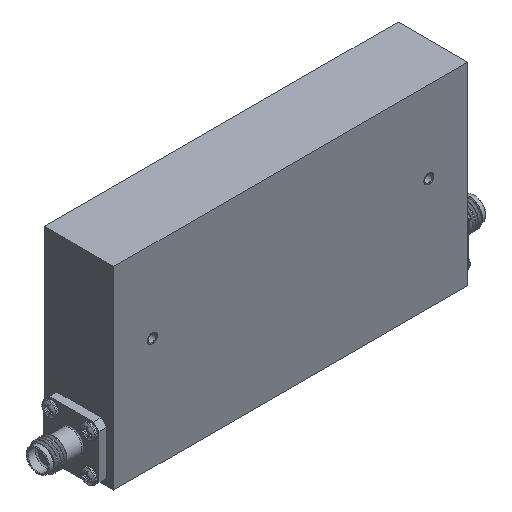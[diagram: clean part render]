
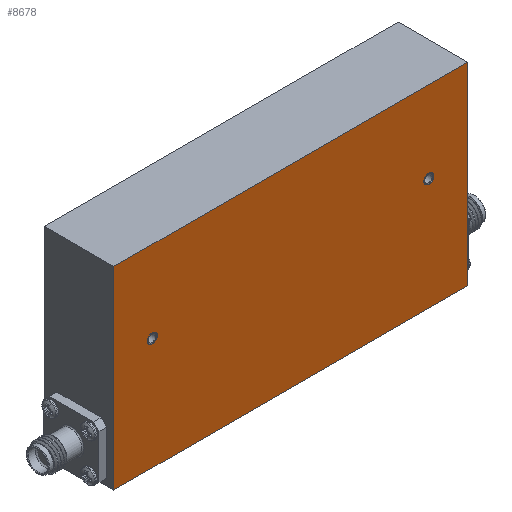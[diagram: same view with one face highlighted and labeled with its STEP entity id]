
A CAD part, isometric view. The second image highlights one B-rep face of the part: STEP entity #8678.
In plain terms, the highlighted planar face has unit normal (0, -1, 0).
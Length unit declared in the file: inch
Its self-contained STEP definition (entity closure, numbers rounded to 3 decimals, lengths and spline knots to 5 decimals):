
#233 = CARTESIAN_POINT ( 'NONE',  ( 1.25, -0.31496, 0.09381 ) ) ;
#668 = VECTOR ( 'NONE', #6947, 39.37008 ) ;
#2040 = DIRECTION ( 'NONE',  ( 0., -1., 0. ) ) ;
#2414 = CARTESIAN_POINT ( 'NONE',  ( -1.6, -0.31496, -0.875 ) ) ;
#4788 = CARTESIAN_POINT ( 'NONE',  ( -1.25, -0.31496, 0.13681 ) ) ;
#5040 = EDGE_CURVE ( 'NONE', #33564, #33564, #43409, .T. ) ;
#5331 = EDGE_CURVE ( 'NONE', #46227, #8682, #30580, .T. ) ;
#6947 = DIRECTION ( 'NONE',  ( 0., 0., -1. ) ) ;
#7377 = DIRECTION ( 'NONE',  ( 0., -1., 0. ) ) ;
#8678 = ADVANCED_FACE ( 'NONE', ( #22272, #37435, #41169 ), #36726, .T. ) ;
#8682 = VERTEX_POINT ( 'NONE', #10864 ) ;
#10145 = DIRECTION ( 'NONE',  ( 0., 0., -1. ) ) ;
#10864 = CARTESIAN_POINT ( 'NONE',  ( -1.6, -0.31496, 0.875 ) ) ;
#10913 = CARTESIAN_POINT ( 'NONE',  ( -1.25, -0.31496, 0.09381 ) ) ;
#12348 = ORIENTED_EDGE ( 'NONE', *, *, #5331, .F. ) ;
#15187 = CARTESIAN_POINT ( 'NONE',  ( 1.6, -0.31496, 0.875 ) ) ;
#15299 = AXIS2_PLACEMENT_3D ( 'NONE', #37524, #26599, #42447 ) ;
#15844 = VERTEX_POINT ( 'NONE', #233 ) ;
#16064 = CIRCLE ( 'NONE', #15299, 0.043 ) ;
#16413 = EDGE_CURVE ( 'NONE', #15844, #15844, #16064, .T. ) ;
#19596 = VECTOR ( 'NONE', #22829, 39.37008 ) ;
#19713 = AXIS2_PLACEMENT_3D ( 'NONE', #25293, #7377, #10145 ) ;
#20715 = ORIENTED_EDGE ( 'NONE', *, *, #32868, .F. ) ;
#22272 = FACE_OUTER_BOUND ( 'NONE', #31458, .T. ) ;
#22337 = LINE ( 'NONE', #37498, #668 ) ;
#22829 = DIRECTION ( 'NONE',  ( 0., 0., 1. ) ) ;
#22943 = CARTESIAN_POINT ( 'NONE',  ( 1.6, -0.31496, -0.875 ) ) ;
#25062 = ORIENTED_EDGE ( 'NONE', *, *, #33280, .F. ) ;
#25293 = CARTESIAN_POINT ( 'NONE',  ( 0., -0.31496, 0. ) ) ;
#25310 = EDGE_LOOP ( 'NONE', ( #34427 ) ) ;
#26326 = CARTESIAN_POINT ( 'NONE',  ( -1.6, -0.31496, -0.875 ) ) ;
#26599 = DIRECTION ( 'NONE',  ( 0., -1., 0. ) ) ;
#28823 = DIRECTION ( 'NONE',  ( 1., 0., 0. ) ) ;
#28874 = EDGE_CURVE ( 'NONE', #43827, #48577, #22337, .T. ) ;
#29005 = DIRECTION ( 'NONE',  ( -1., 0., 0. ) ) ;
#30580 = LINE ( 'NONE', #45711, #19596 ) ;
#31458 = EDGE_LOOP ( 'NONE', ( #40746, #20715, #12348, #25062 ) ) ;
#32077 = LINE ( 'NONE', #32564, #40399 ) ;
#32564 = CARTESIAN_POINT ( 'NONE',  ( -1.6, -0.31496, 0.875 ) ) ;
#32868 = EDGE_CURVE ( 'NONE', #8682, #43827, #32077, .T. ) ;
#33280 = EDGE_CURVE ( 'NONE', #48577, #46227, #42682, .T. ) ;
#33564 = VERTEX_POINT ( 'NONE', #10913 ) ;
#34427 = ORIENTED_EDGE ( 'NONE', *, *, #16413, .F. ) ;
#34555 = VECTOR ( 'NONE', #29005, 39.37008 ) ;
#35449 = ORIENTED_EDGE ( 'NONE', *, *, #5040, .F. ) ;
#36726 = PLANE ( 'NONE',  #19713 ) ;
#37435 = FACE_BOUND ( 'NONE', #39550, .T. ) ;
#37498 = CARTESIAN_POINT ( 'NONE',  ( 1.6, -0.31496, 0.875 ) ) ;
#37524 = CARTESIAN_POINT ( 'NONE',  ( 1.25, -0.31496, 0.13681 ) ) ;
#39033 = DIRECTION ( 'NONE',  ( 0., 0., -1. ) ) ;
#39550 = EDGE_LOOP ( 'NONE', ( #35449 ) ) ;
#40399 = VECTOR ( 'NONE', #28823, 39.37008 ) ;
#40746 = ORIENTED_EDGE ( 'NONE', *, *, #28874, .F. ) ;
#41169 = FACE_BOUND ( 'NONE', #25310, .T. ) ;
#42447 = DIRECTION ( 'NONE',  ( 0., 0., -1. ) ) ;
#42682 = LINE ( 'NONE', #2414, #34555 ) ;
#43409 = CIRCLE ( 'NONE', #48973, 0.043 ) ;
#43827 = VERTEX_POINT ( 'NONE', #15187 ) ;
#45711 = CARTESIAN_POINT ( 'NONE',  ( -1.6, -0.31496, 0.875 ) ) ;
#46227 = VERTEX_POINT ( 'NONE', #26326 ) ;
#48577 = VERTEX_POINT ( 'NONE', #22943 ) ;
#48973 = AXIS2_PLACEMENT_3D ( 'NONE', #4788, #2040, #39033 ) ;
